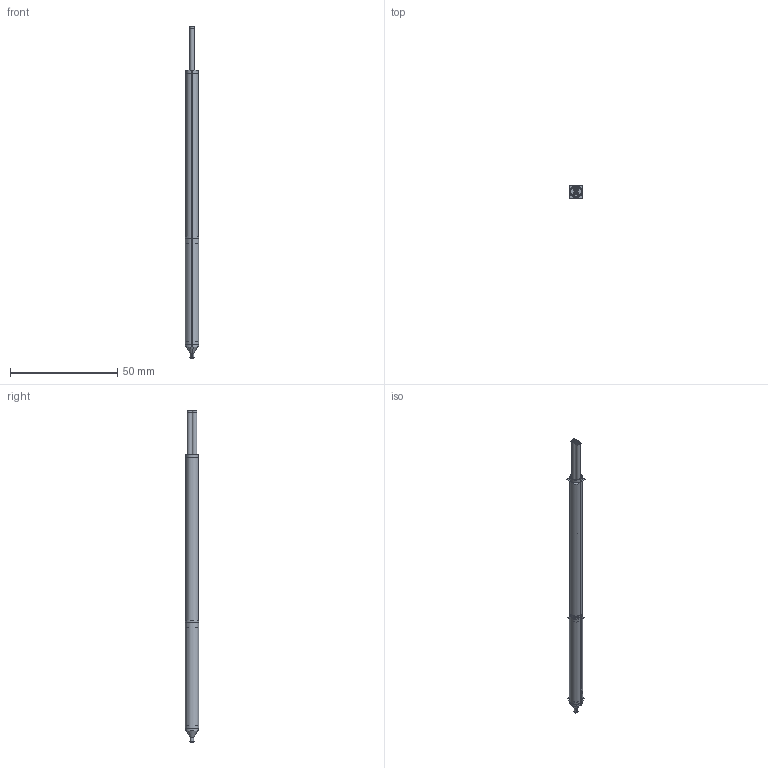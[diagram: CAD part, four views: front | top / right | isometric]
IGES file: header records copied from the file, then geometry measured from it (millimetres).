
Start section:  PTC IGES file: 193403.igs
Global section: file name: 193403.igs; native system: Creo Parametric by Parametric Technology Corporation; preprocessor: 2013230; author: pdmadmin; organization: Unknown; date: 20160302.125328; units: millimetre
Bounding box: 6.37 x 6.39 x 154.49 mm (x, y, z)
Volume: 1829.1 mm3; surface area: 34044.8 mm2
Topology: 9 solids, 9 shells, 196 faces, 922 edges, 1175 vertices
Faces by surface type: revolution 144, bspline 52
